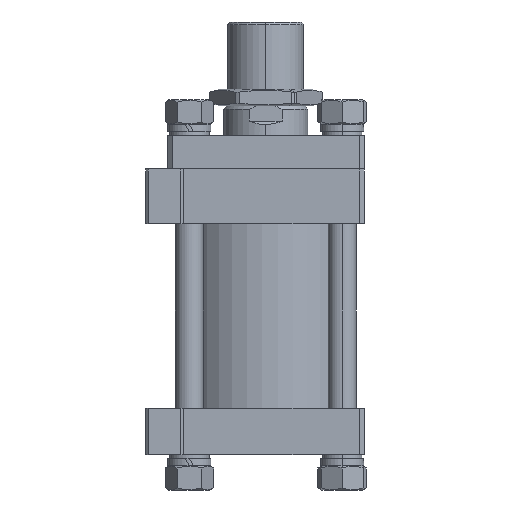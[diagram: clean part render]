
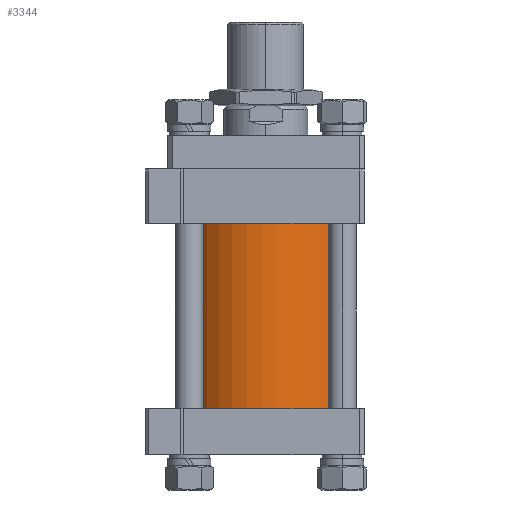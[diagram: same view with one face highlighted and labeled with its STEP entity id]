
A CAD part, front view. The second image highlights one B-rep face of the part: STEP entity #3344.
In plain terms, the highlighted cylindrical face has radius 105 mm (diameter 210 mm), a partial arc.
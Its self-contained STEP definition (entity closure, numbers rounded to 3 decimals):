
#1262 = AXIS2_PLACEMENT_3D ( 'NONE', #3525, #3515, #3523 ) ;
#1264 = AXIS2_PLACEMENT_3D ( 'NONE', #3569, #3572, #3564 ) ;
#1396 = EDGE_CURVE ( 'NONE', #2148, #6767, #6627, .T. ) ;
#1398 = EDGE_CURVE ( 'NONE', #6781, #2202, #7544, .T. ) ;
#1400 = EDGE_CURVE ( 'NONE', #6781, #2148, #7542, .T. ) ;
#1402 = EDGE_CURVE ( 'NONE', #2202, #6767, #7539, .T. ) ;
#2148 = VERTEX_POINT ( 'NONE', #4017 ) ;
#2202 = VERTEX_POINT ( 'NONE', #3972 ) ;
#3344 = ADVANCED_FACE ( 'NONE', ( #5213 ), #5158, .T. ) ;
#3515 = DIRECTION ( 'NONE',  ( 0., 0., 1. ) ) ;
#3523 = DIRECTION ( 'NONE',  ( 1., 0., 0. ) ) ;
#3525 = CARTESIAN_POINT ( 'NONE',  ( 0., 0., -110. ) ) ;
#3564 = DIRECTION ( 'NONE',  ( 1., 0., 0. ) ) ;
#3569 = CARTESIAN_POINT ( 'NONE',  ( 0., 0., 110. ) ) ;
#3572 = DIRECTION ( 'NONE',  ( 0., 0., 1. ) ) ;
#3972 = CARTESIAN_POINT ( 'NONE',  ( -105., 0., -110. ) ) ;
#4017 = CARTESIAN_POINT ( 'NONE',  ( 105., 0., 110. ) ) ;
#4039 = CARTESIAN_POINT ( 'NONE',  ( -105., 0., 110. ) ) ;
#4044 = CARTESIAN_POINT ( 'NONE',  ( 105., 0., 110. ) ) ;
#4045 = DIRECTION ( 'NONE',  ( 0., 0., -1. ) ) ;
#4052 = DIRECTION ( 'NONE',  ( 0., 0., -1. ) ) ;
#5158 = CYLINDRICAL_SURFACE ( 'NONE', #5770, 105. ) ;
#5213 = FACE_OUTER_BOUND ( 'NONE', #6929, .T. ) ;
#5770 = AXIS2_PLACEMENT_3D ( 'NONE', #7155, #7157, #7163 ) ;
#5889 = CARTESIAN_POINT ( 'NONE',  ( -105., 0., 110. ) ) ;
#6058 = CARTESIAN_POINT ( 'NONE',  ( 105., 0., -110. ) ) ;
#6620 = VECTOR ( 'NONE', #4052, 1000. ) ;
#6627 = LINE ( 'NONE', #4044, #6620 ) ;
#6767 = VERTEX_POINT ( 'NONE', #6058 ) ;
#6781 = VERTEX_POINT ( 'NONE', #5889 ) ;
#6929 = EDGE_LOOP ( 'NONE', ( #8112, #8367, #8342, #8440 ) ) ;
#7155 = CARTESIAN_POINT ( 'NONE',  ( 0., 0., 110. ) ) ;
#7157 = DIRECTION ( 'NONE',  ( 0., 0., -1. ) ) ;
#7163 = DIRECTION ( 'NONE',  ( -1., 0., 0. ) ) ;
#7539 = CIRCLE ( 'NONE', #1262, 105. ) ;
#7542 = CIRCLE ( 'NONE', #1264, 105. ) ;
#7543 = VECTOR ( 'NONE', #4045, 1000. ) ;
#7544 = LINE ( 'NONE', #4039, #7543 ) ;
#8112 = ORIENTED_EDGE ( 'NONE', *, *, #1396, .F. ) ;
#8342 = ORIENTED_EDGE ( 'NONE', *, *, #1398, .T. ) ;
#8367 = ORIENTED_EDGE ( 'NONE', *, *, #1400, .F. ) ;
#8440 = ORIENTED_EDGE ( 'NONE', *, *, #1402, .T. ) ;
